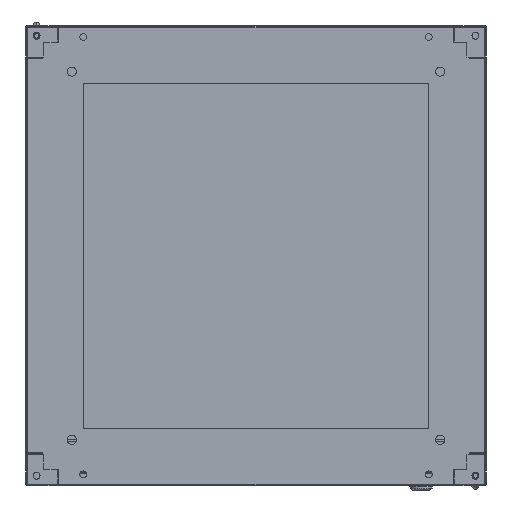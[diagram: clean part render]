
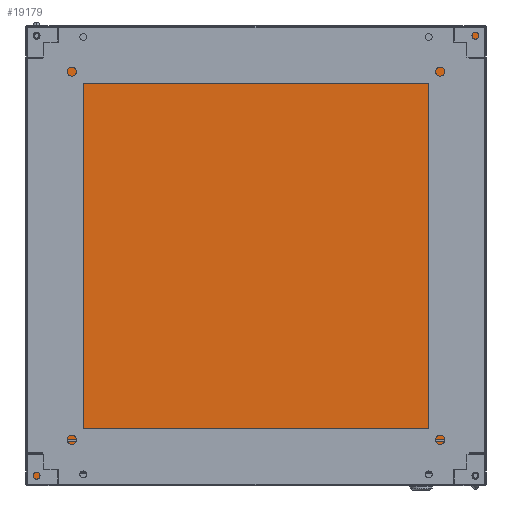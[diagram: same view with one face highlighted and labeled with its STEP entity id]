
A CAD part, front view. The second image highlights one B-rep face of the part: STEP entity #19179.
In plain terms, the highlighted face is planar.
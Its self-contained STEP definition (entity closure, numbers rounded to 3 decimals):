
#81 = ORIENTED_EDGE ( 'NONE', *, *, #43738, .T. ) ;
#574 = CARTESIAN_POINT ( 'NONE',  ( 12., 584.7, 0. ) ) ;
#876 = ORIENTED_EDGE ( 'NONE', *, *, #29571, .T. ) ;
#1345 = VERTEX_POINT ( 'NONE', #25682 ) ;
#2243 = DIRECTION ( 'NONE',  ( 0., -1., 0. ) ) ;
#2591 = CARTESIAN_POINT ( 'NONE',  ( 41., 596., 0. ) ) ;
#2660 = CIRCLE ( 'NONE', #16271, 4.5 ) ;
#3398 = VERTEX_POINT ( 'NONE', #36049 ) ;
#3658 = ORIENTED_EDGE ( 'NONE', *, *, #43026, .T. ) ;
#3929 = CIRCLE ( 'NONE', #15293, 4.5 ) ;
#4052 = VECTOR ( 'NONE', #10059, 1000. ) ;
#4271 = DIRECTION ( 'NONE',  ( -1., 0., 0. ) ) ;
#4952 = CARTESIAN_POINT ( 'NONE',  ( 16.5, 584.7, 0. ) ) ;
#5268 = DIRECTION ( 'NONE',  ( -1., 0., 0. ) ) ;
#5726 = ORIENTED_EDGE ( 'NONE', *, *, #29365, .T. ) ;
#5742 = ORIENTED_EDGE ( 'NONE', *, *, #11736, .T. ) ;
#6205 = CARTESIAN_POINT ( 'NONE',  ( 0., 0., 0. ) ) ;
#6211 = VERTEX_POINT ( 'NONE', #37526 ) ;
#6552 = VERTEX_POINT ( 'NONE', #19630 ) ;
#6860 = CARTESIAN_POINT ( 'NONE',  ( 584., 11.3, 0. ) ) ;
#7202 = VERTEX_POINT ( 'NONE', #35309 ) ;
#7422 = VECTOR ( 'NONE', #35855, 1000. ) ;
#7557 = ORIENTED_EDGE ( 'NONE', *, *, #7952, .T. ) ;
#7719 = EDGE_CURVE ( 'NONE', #36993, #3398, #3929, .T. ) ;
#7727 = CARTESIAN_POINT ( 'NONE',  ( 0., 596., 0. ) ) ;
#7952 = EDGE_CURVE ( 'NONE', #6552, #36265, #14712, .T. ) ;
#8681 = VERTEX_POINT ( 'NONE', #40242 ) ;
#8750 = CARTESIAN_POINT ( 'NONE',  ( 0., 0., 0. ) ) ;
#9431 = CARTESIAN_POINT ( 'NONE',  ( 0., 0., 0. ) ) ;
#9488 = ORIENTED_EDGE ( 'NONE', *, *, #22522, .T. ) ;
#9577 = DIRECTION ( 'NONE',  ( 0., 0., -1. ) ) ;
#9712 = VECTOR ( 'NONE', #19890, 1000. ) ;
#10059 = DIRECTION ( 'NONE',  ( 0., -1., 0. ) ) ;
#10087 = LINE ( 'NONE', #9431, #22968 ) ;
#10088 = VERTEX_POINT ( 'NONE', #12257 ) ;
#10701 = EDGE_CURVE ( 'NONE', #33550, #6211, #11436, .T. ) ;
#10864 = LINE ( 'NONE', #7727, #18282 ) ;
#11436 = LINE ( 'NONE', #25371, #37930 ) ;
#11736 = EDGE_CURVE ( 'NONE', #3398, #36993, #2660, .T. ) ;
#12257 = CARTESIAN_POINT ( 'NONE',  ( 579.5, 11.3, 0. ) ) ;
#12342 = LINE ( 'NONE', #8750, #27672 ) ;
#12731 = DIRECTION ( 'NONE',  ( -1., 0., 0. ) ) ;
#13142 = DIRECTION ( 'NONE',  ( -1., 0., 0. ) ) ;
#13170 = CIRCLE ( 'NONE', #38338, 4.5 ) ;
#13970 = EDGE_CURVE ( 'NONE', #6211, #42752, #21284, .T. ) ;
#14035 = LINE ( 'NONE', #6205, #9712 ) ;
#14102 = CARTESIAN_POINT ( 'NONE',  ( 0., 0., 0. ) ) ;
#14242 = DIRECTION ( 'NONE',  ( -1., 0., 0. ) ) ;
#14712 = LINE ( 'NONE', #27970, #7422 ) ;
#15293 = AXIS2_PLACEMENT_3D ( 'NONE', #25764, #9577, #12731 ) ;
#15665 = ORIENTED_EDGE ( 'NONE', *, *, #30819, .T. ) ;
#16049 = CARTESIAN_POINT ( 'NONE',  ( 0., 555., 0. ) ) ;
#16139 = CARTESIAN_POINT ( 'NONE',  ( 596., 0., 0. ) ) ;
#16271 = AXIS2_PLACEMENT_3D ( 'NONE', #574, #27956, #5268 ) ;
#16502 = CARTESIAN_POINT ( 'NONE',  ( 555., 0., 0. ) ) ;
#16748 = CARTESIAN_POINT ( 'NONE',  ( 0., 596., 0. ) ) ;
#16756 = CIRCLE ( 'NONE', #29695, 4.5 ) ;
#17470 = CARTESIAN_POINT ( 'NONE',  ( 596., 0., 0. ) ) ;
#18069 = VERTEX_POINT ( 'NONE', #16502 ) ;
#18196 = DIRECTION ( 'NONE',  ( -1., 0., 0. ) ) ;
#18282 = VECTOR ( 'NONE', #35153, 1000. ) ;
#18401 = CARTESIAN_POINT ( 'NONE',  ( 0., 0., 0. ) ) ;
#18787 = VERTEX_POINT ( 'NONE', #25858 ) ;
#19100 = CARTESIAN_POINT ( 'NONE',  ( 41., 0., 0. ) ) ;
#19179 = ADVANCED_FACE ( 'NONE', ( #35730, #21329, #25370 ), #28965, .F. ) ;
#19630 = CARTESIAN_POINT ( 'NONE',  ( 596., 0., 0. ) ) ;
#19883 = DIRECTION ( 'NONE',  ( 0., 0., -1. ) ) ;
#19890 = DIRECTION ( 'NONE',  ( 1., 0., 0. ) ) ;
#19902 = DIRECTION ( 'NONE',  ( -1., 0., 0. ) ) ;
#21284 = LINE ( 'NONE', #14102, #4052 ) ;
#21329 = FACE_BOUND ( 'NONE', #42968, .T. ) ;
#21363 = CARTESIAN_POINT ( 'NONE',  ( 0., 0., 0. ) ) ;
#21626 = CARTESIAN_POINT ( 'NONE',  ( 596., 41., 0. ) ) ;
#21833 = ORIENTED_EDGE ( 'NONE', *, *, #35581, .T. ) ;
#21872 = DIRECTION ( 'NONE',  ( 0., 0., -1. ) ) ;
#22522 = EDGE_CURVE ( 'NONE', #1345, #7202, #43616, .T. ) ;
#22725 = EDGE_CURVE ( 'NONE', #36265, #1345, #37752, .T. ) ;
#22968 = VECTOR ( 'NONE', #36889, 1000. ) ;
#24257 = ORIENTED_EDGE ( 'NONE', *, *, #10701, .T. ) ;
#25176 = EDGE_CURVE ( 'NONE', #30831, #26254, #10087, .T. ) ;
#25235 = ORIENTED_EDGE ( 'NONE', *, *, #13970, .T. ) ;
#25370 = FACE_OUTER_BOUND ( 'NONE', #36765, .T. ) ;
#25371 = CARTESIAN_POINT ( 'NONE',  ( 0., 596., 0. ) ) ;
#25682 = CARTESIAN_POINT ( 'NONE',  ( 596., 555., 0. ) ) ;
#25764 = CARTESIAN_POINT ( 'NONE',  ( 12., 584.7, 0. ) ) ;
#25858 = CARTESIAN_POINT ( 'NONE',  ( 588.5, 11.3, 0. ) ) ;
#25883 = VERTEX_POINT ( 'NONE', #39424 ) ;
#26254 = VERTEX_POINT ( 'NONE', #19100 ) ;
#26608 = VECTOR ( 'NONE', #29855, 1000. ) ;
#26868 = LINE ( 'NONE', #16748, #33070 ) ;
#27364 = DIRECTION ( 'NONE',  ( 0., 1., 0. ) ) ;
#27672 = VECTOR ( 'NONE', #2243, 1000. ) ;
#27872 = LINE ( 'NONE', #21363, #42461 ) ;
#27956 = DIRECTION ( 'NONE',  ( 0., 0., -1. ) ) ;
#27970 = CARTESIAN_POINT ( 'NONE',  ( 596., 0., 0. ) ) ;
#28621 = CARTESIAN_POINT ( 'NONE',  ( 0., 0., 0. ) ) ;
#28965 = PLANE ( 'NONE',  #30721 ) ;
#29154 = EDGE_LOOP ( 'NONE', ( #876, #5726 ) ) ;
#29365 = EDGE_CURVE ( 'NONE', #18787, #10088, #16756, .T. ) ;
#29571 = EDGE_CURVE ( 'NONE', #10088, #18787, #13170, .T. ) ;
#29695 = AXIS2_PLACEMENT_3D ( 'NONE', #6860, #19883, #13142 ) ;
#29855 = DIRECTION ( 'NONE',  ( 0., 1., 0. ) ) ;
#30721 = AXIS2_PLACEMENT_3D ( 'NONE', #18401, #39123, #4271 ) ;
#30819 = EDGE_CURVE ( 'NONE', #18069, #6552, #14035, .T. ) ;
#30831 = VERTEX_POINT ( 'NONE', #28621 ) ;
#31749 = ORIENTED_EDGE ( 'NONE', *, *, #38529, .T. ) ;
#33070 = VECTOR ( 'NONE', #19902, 1000. ) ;
#33550 = VERTEX_POINT ( 'NONE', #2591 ) ;
#33786 = ORIENTED_EDGE ( 'NONE', *, *, #38138, .T. ) ;
#35153 = DIRECTION ( 'NONE',  ( -1., 0., 0. ) ) ;
#35309 = CARTESIAN_POINT ( 'NONE',  ( 596., 596., 0. ) ) ;
#35356 = ORIENTED_EDGE ( 'NONE', *, *, #22725, .T. ) ;
#35581 = EDGE_CURVE ( 'NONE', #8681, #33550, #26868, .T. ) ;
#35730 = FACE_BOUND ( 'NONE', #29154, .T. ) ;
#35855 = DIRECTION ( 'NONE',  ( 0., 1., 0. ) ) ;
#36049 = CARTESIAN_POINT ( 'NONE',  ( 7.5, 584.7, 0. ) ) ;
#36265 = VERTEX_POINT ( 'NONE', #21626 ) ;
#36765 = EDGE_LOOP ( 'NONE', ( #25235, #31749, #81, #37355, #33786, #15665, #7557, #35356, #9488, #3658, #21833, #24257 ) ) ;
#36889 = DIRECTION ( 'NONE',  ( 1., 0., 0. ) ) ;
#36993 = VERTEX_POINT ( 'NONE', #4952 ) ;
#37355 = ORIENTED_EDGE ( 'NONE', *, *, #25176, .T. ) ;
#37526 = CARTESIAN_POINT ( 'NONE',  ( 0., 596., 0. ) ) ;
#37752 = LINE ( 'NONE', #17470, #41728 ) ;
#37930 = VECTOR ( 'NONE', #18196, 1000. ) ;
#37985 = LINE ( 'NONE', #42026, #41107 ) ;
#38110 = CARTESIAN_POINT ( 'NONE',  ( 584., 11.3, 0. ) ) ;
#38138 = EDGE_CURVE ( 'NONE', #26254, #18069, #27872, .T. ) ;
#38338 = AXIS2_PLACEMENT_3D ( 'NONE', #38110, #21872, #14242 ) ;
#38529 = EDGE_CURVE ( 'NONE', #42752, #25883, #37985, .T. ) ;
#38655 = DIRECTION ( 'NONE',  ( 0., -1., 0. ) ) ;
#38937 = DIRECTION ( 'NONE',  ( 1., 0., 0. ) ) ;
#39123 = DIRECTION ( 'NONE',  ( 0., 0., -1. ) ) ;
#39424 = CARTESIAN_POINT ( 'NONE',  ( 0., 41., 0. ) ) ;
#40242 = CARTESIAN_POINT ( 'NONE',  ( 555., 596., 0. ) ) ;
#41107 = VECTOR ( 'NONE', #38655, 1000. ) ;
#41728 = VECTOR ( 'NONE', #27364, 1000. ) ;
#41905 = ORIENTED_EDGE ( 'NONE', *, *, #7719, .T. ) ;
#42026 = CARTESIAN_POINT ( 'NONE',  ( 0., 0., 0. ) ) ;
#42461 = VECTOR ( 'NONE', #38937, 1000. ) ;
#42752 = VERTEX_POINT ( 'NONE', #16049 ) ;
#42968 = EDGE_LOOP ( 'NONE', ( #5742, #41905 ) ) ;
#43026 = EDGE_CURVE ( 'NONE', #7202, #8681, #10864, .T. ) ;
#43616 = LINE ( 'NONE', #16139, #26608 ) ;
#43738 = EDGE_CURVE ( 'NONE', #25883, #30831, #12342, .T. ) ;
